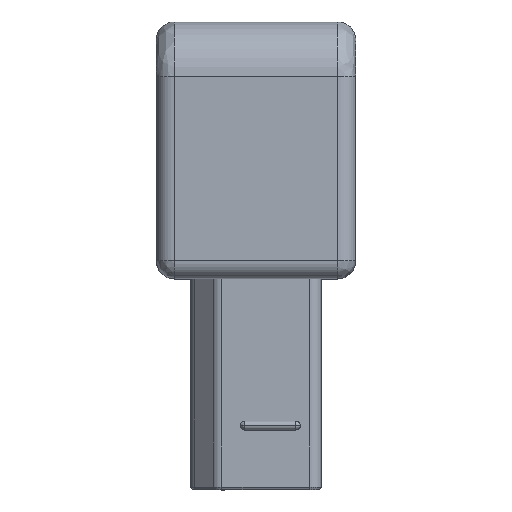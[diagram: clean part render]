
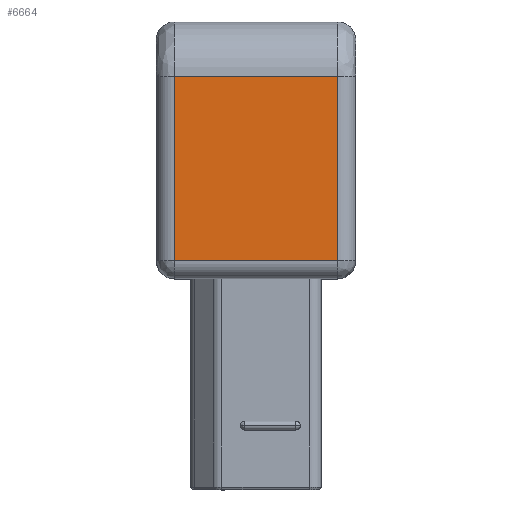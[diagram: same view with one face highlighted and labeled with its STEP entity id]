
A CAD part, top view. The second image highlights one B-rep face of the part: STEP entity #6664.
In plain terms, the highlighted planar face has unit normal (0, 0, 1).
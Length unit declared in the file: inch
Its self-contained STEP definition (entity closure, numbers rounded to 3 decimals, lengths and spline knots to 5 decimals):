
#57 = EDGE_LOOP ( 'NONE', ( #6890, #3863, #7291, #4147 ) ) ;
#558 = DIRECTION ( 'NONE',  ( 1., 0., 0. ) ) ;
#649 = VERTEX_POINT ( 'NONE', #2642 ) ;
#918 = AXIS2_PLACEMENT_3D ( 'NONE', #3090, #9588, #8050 ) ;
#981 = CARTESIAN_POINT ( 'NONE',  ( 0.39764, 0.2815, 0.50984 ) ) ;
#1396 = CARTESIAN_POINT ( 'NONE',  ( 0.03937, 0.2815, 0.50984 ) ) ;
#1447 = LINE ( 'NONE', #981, #7252 ) ;
#1771 = LINE ( 'NONE', #1396, #10106 ) ;
#2063 = DIRECTION ( 'NONE',  ( 0., -1., 0. ) ) ;
#2392 = CARTESIAN_POINT ( 'NONE',  ( 0.03937, -0.24213, 0.50984 ) ) ;
#2603 = CARTESIAN_POINT ( 'NONE',  ( 0.03937, 0.1615, 0.50984 ) ) ;
#2642 = CARTESIAN_POINT ( 'NONE',  ( 0.39764, -0.24213, 0.50984 ) ) ;
#2966 = CARTESIAN_POINT ( 'NONE',  ( 0., -0.24213, 0.50984 ) ) ;
#3080 = DIRECTION ( 'NONE',  ( 1., 0., 0. ) ) ;
#3090 = CARTESIAN_POINT ( 'NONE',  ( 0., 0.2815, 0.50984 ) ) ;
#3206 = CARTESIAN_POINT ( 'NONE',  ( 0.2185, 0.1615, 0.50984 ) ) ;
#3863 = ORIENTED_EDGE ( 'NONE', *, *, #4199, .T. ) ;
#4147 = ORIENTED_EDGE ( 'NONE', *, *, #4626, .F. ) ;
#4199 = EDGE_CURVE ( 'NONE', #7704, #649, #9652, .T. ) ;
#4454 = EDGE_CURVE ( 'NONE', #649, #4499, #1447, .T. ) ;
#4499 = VERTEX_POINT ( 'NONE', #8997 ) ;
#4626 = EDGE_CURVE ( 'NONE', #8453, #4499, #5093, .T. ) ;
#4646 = PLANE ( 'NONE',  #918 ) ;
#5093 = LINE ( 'NONE', #3206, #5487 ) ;
#5487 = VECTOR ( 'NONE', #3080, 39.37008 ) ;
#6664 = ADVANCED_FACE ( 'NONE', ( #10147 ), #4646, .T. ) ;
#6890 = ORIENTED_EDGE ( 'NONE', *, *, #8729, .T. ) ;
#7252 = VECTOR ( 'NONE', #9780, 39.37008 ) ;
#7291 = ORIENTED_EDGE ( 'NONE', *, *, #4454, .T. ) ;
#7704 = VERTEX_POINT ( 'NONE', #2392 ) ;
#8050 = DIRECTION ( 'NONE',  ( 1., 0., 0. ) ) ;
#8453 = VERTEX_POINT ( 'NONE', #2603 ) ;
#8729 = EDGE_CURVE ( 'NONE', #8453, #7704, #1771, .T. ) ;
#8997 = CARTESIAN_POINT ( 'NONE',  ( 0.39764, 0.1615, 0.50984 ) ) ;
#9405 = VECTOR ( 'NONE', #558, 39.37008 ) ;
#9588 = DIRECTION ( 'NONE',  ( 0., 0., 1. ) ) ;
#9652 = LINE ( 'NONE', #2966, #9405 ) ;
#9780 = DIRECTION ( 'NONE',  ( 0., 1., 0. ) ) ;
#10106 = VECTOR ( 'NONE', #2063, 39.37008 ) ;
#10147 = FACE_OUTER_BOUND ( 'NONE', #57, .T. ) ;
